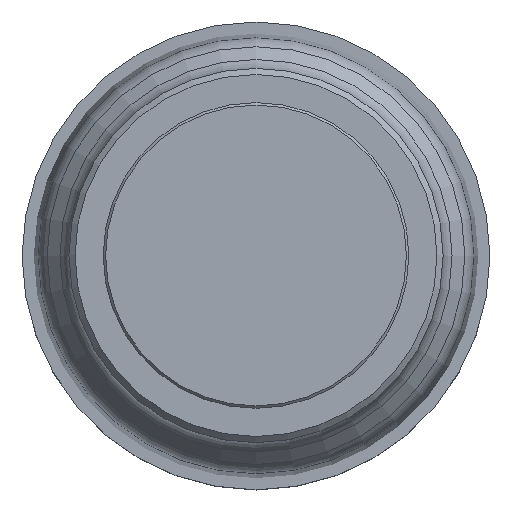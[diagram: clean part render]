
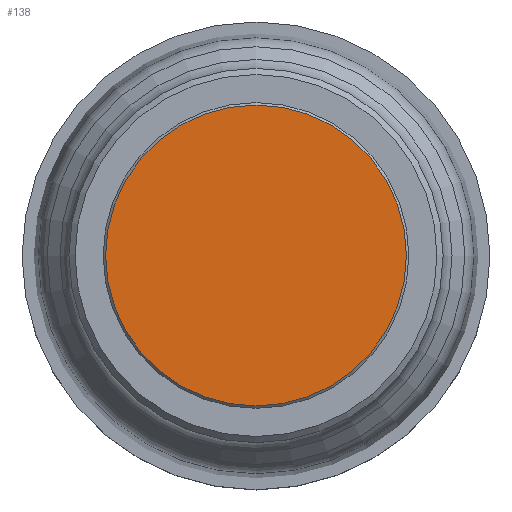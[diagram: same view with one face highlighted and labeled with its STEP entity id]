
A CAD part, top view. The second image highlights one B-rep face of the part: STEP entity #138.
In plain terms, the highlighted planar face has unit normal (0, 0, 1).
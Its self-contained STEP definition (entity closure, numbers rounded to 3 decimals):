
#114=FACE_OUTER_BOUND('',#214,.T.);
#117=PLANE('',#364);
#138=ADVANCED_FACE('',(#114),#117,.T.);
#214=EDGE_LOOP('',(#256));
#256=ORIENTED_EDGE('',*,*,#313,.F.);
#292=VERTEX_POINT('',#503);
#313=EDGE_CURVE('',#292,#292,#334,.T.);
#334=CIRCLE('',#362,24.5);
#362=AXIS2_PLACEMENT_3D('',#502,#421,#422);
#364=AXIS2_PLACEMENT_3D('',#505,#425,#426);
#421=DIRECTION('',(0.,0.,-1.));
#422=DIRECTION('',(0.,-1.,0.));
#425=DIRECTION('',(0.,0.,1.));
#426=DIRECTION('',(0.,1.,0.));
#502=CARTESIAN_POINT('',(0.,0.,0.));
#503=CARTESIAN_POINT('',(0.,-24.5,0.));
#505=CARTESIAN_POINT('',(0.,24.5,0.));
